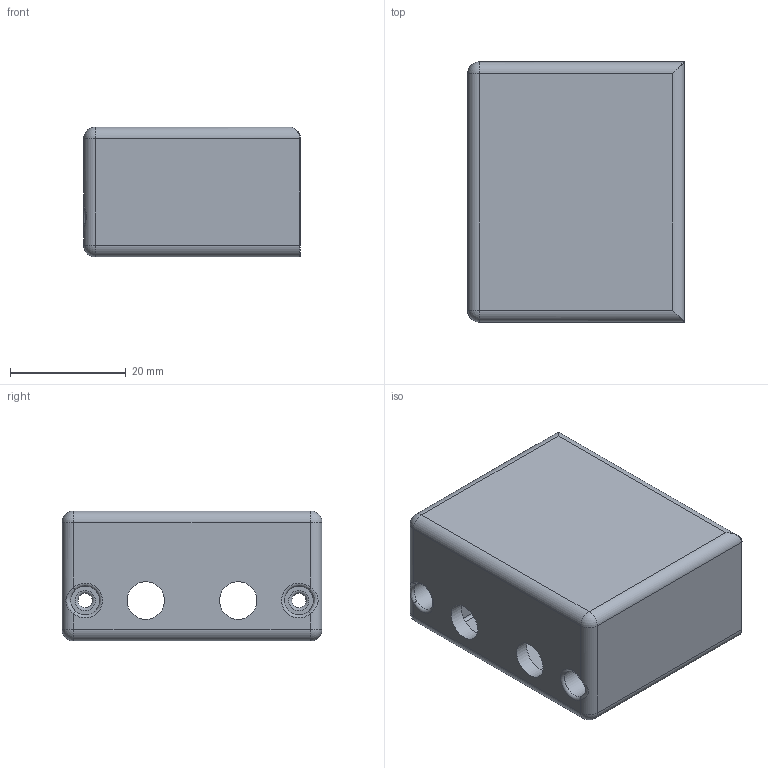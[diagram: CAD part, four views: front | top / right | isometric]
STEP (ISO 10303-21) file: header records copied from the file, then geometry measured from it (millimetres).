
FILE_DESCRIPTION(/* description */ ('STEP AP242','CAx-IF Rec.Pracs.---Representation and Presentation of Product Manufacturing Information (PMI)---4.0---2014-10-13','CAx-IF Rec.Pracs.---3D Tessellated Geometry---0.4---2014-09-14','2;1'),/* implementation_level */ '2;1');
FILE_NAME(/* name */ '65e66b99efb7b830c8f3719c',/* time_stamp */ '2024-03-05T00:47:22Z',/* author */ (''),/* organization */ (''),/* preprocessor_version */ 'ST-DEVELOPER v19.4',/* originating_system */ ' ',/* authorisation */ ' ');
FILE_SCHEMA (('AP242_MANAGED_MODEL_BASED_3D_ENGINEERING_MIM_LF { 1 0 10303 442 1 1 4 }'));
Length unit declared in the file: metre
Products named in the file (1): Left
Bounding box: 37.5 x 45 x 22.5 mm (x, y, z)
Volume: 14089.5 mm3; surface area: 12170.8 mm2
Topology: 1 solids, 1 shells, 105 faces, 252 edges, 134 vertices
Faces by surface type: cylinder 50, plane 21, torus 16, sphere 14, bspline 4
Full cylindrical faces by diameter (mm): 2.5 x2, 5 x2, 6.5 x2
Entity records: 2966 total; most frequent: CARTESIAN_POINT 584, DIRECTION 546, ORIENTED_EDGE 452, EDGE_CURVE 226, AXIS2_PLACEMENT_3D 222, VERTEX_POINT 132, EDGE_LOOP 122, FACE_BOUND 122
